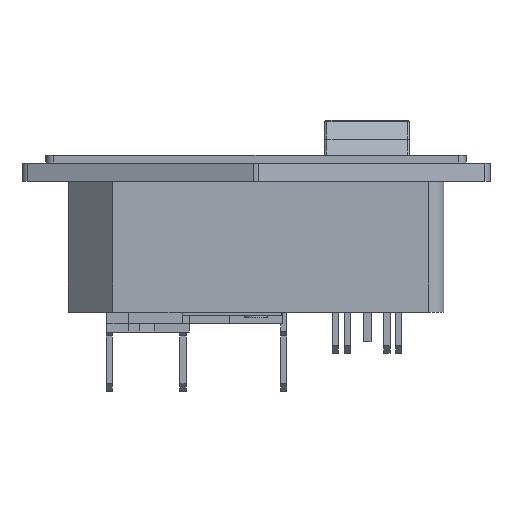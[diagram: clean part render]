
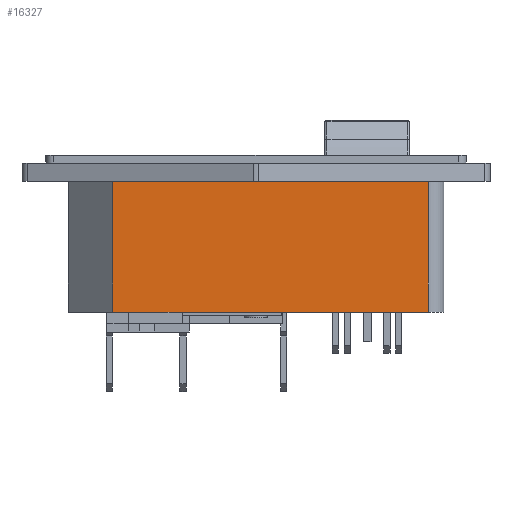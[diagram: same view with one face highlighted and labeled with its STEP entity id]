
A CAD part, front view. The second image highlights one B-rep face of the part: STEP entity #16327.
In plain terms, the highlighted planar face has unit normal (0, -1, 0).
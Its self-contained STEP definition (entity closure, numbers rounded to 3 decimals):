
#14147 = PLANE('',#14148);
#14148 = AXIS2_PLACEMENT_3D('',#14149,#14150,#14151);
#14149 = CARTESIAN_POINT('',(0.,0.,0.));
#14150 = DIRECTION('',(0.,0.,1.));
#14151 = DIRECTION('',(1.,0.,0.));
#15337 = VERTEX_POINT('',#15338);
#15338 = CARTESIAN_POINT('',(21.7,-13.7,0.));
#15353 = CYLINDRICAL_SURFACE('',#15354,2.);
#15354 = AXIS2_PLACEMENT_3D('',#15355,#15356,#15357);
#15355 = CARTESIAN_POINT('',(21.7,-11.7,-16.5));
#15356 = DIRECTION('',(-0.,-0.,-1.));
#15357 = DIRECTION('',(1.,0.,0.));
#15365 = EDGE_CURVE('',#15366,#15337,#15368,.T.);
#15366 = VERTEX_POINT('',#15367);
#15367 = CARTESIAN_POINT('',(-18.043,-13.7,0.));
#15368 = SURFACE_CURVE('',#15369,(#15373,#15380),.PCURVE_S1.);
#15369 = LINE('',#15370,#15371);
#15370 = CARTESIAN_POINT('',(-18.043,-13.7,0.));
#15371 = VECTOR('',#15372,1.);
#15372 = DIRECTION('',(1.,0.,0.));
#15373 = PCURVE('',#14147,#15374);
#15374 = DEFINITIONAL_REPRESENTATION('',(#15375),#15379);
#15375 = LINE('',#15376,#15377);
#15376 = CARTESIAN_POINT('',(-18.043,-13.7));
#15377 = VECTOR('',#15378,1.);
#15378 = DIRECTION('',(1.,0.));
#15379 = ( GEOMETRIC_REPRESENTATION_CONTEXT(2) 
PARAMETRIC_REPRESENTATION_CONTEXT() REPRESENTATION_CONTEXT('2D SPACE',''
  ) );
#15380 = PCURVE('',#15381,#15386);
#15381 = PLANE('',#15382);
#15382 = AXIS2_PLACEMENT_3D('',#15383,#15384,#15385);
#15383 = CARTESIAN_POINT('',(-18.043,-13.7,-16.5));
#15384 = DIRECTION('',(0.,1.,0.));
#15385 = DIRECTION('',(1.,0.,0.));
#15386 = DEFINITIONAL_REPRESENTATION('',(#15387),#15391);
#15387 = LINE('',#15388,#15389);
#15388 = CARTESIAN_POINT('',(0.,-16.5));
#15389 = VECTOR('',#15390,1.);
#15390 = DIRECTION('',(1.,0.));
#15391 = ( GEOMETRIC_REPRESENTATION_CONTEXT(2) 
PARAMETRIC_REPRESENTATION_CONTEXT() REPRESENTATION_CONTEXT('2D SPACE',''
  ) );
#15409 = PLANE('',#15410);
#15410 = AXIS2_PLACEMENT_3D('',#15411,#15412,#15413);
#15411 = CARTESIAN_POINT('',(-23.7,-8.043,-16.5));
#15412 = DIRECTION('',(0.707,0.707,0.));
#15413 = DIRECTION('',(0.707,-0.707,0.));
#16218 = PLANE('',#16219);
#16219 = AXIS2_PLACEMENT_3D('',#16220,#16221,#16222);
#16220 = CARTESIAN_POINT('',(0.901,0.,-16.5));
#16221 = DIRECTION('',(0.,0.,1.));
#16222 = DIRECTION('',(1.,0.,0.));
#16284 = EDGE_CURVE('',#16285,#15366,#16287,.T.);
#16285 = VERTEX_POINT('',#16286);
#16286 = CARTESIAN_POINT('',(-18.043,-13.7,-16.5));
#16287 = SURFACE_CURVE('',#16288,(#16292,#16299),.PCURVE_S1.);
#16288 = LINE('',#16289,#16290);
#16289 = CARTESIAN_POINT('',(-18.043,-13.7,-16.5));
#16290 = VECTOR('',#16291,1.);
#16291 = DIRECTION('',(0.,0.,1.));
#16292 = PCURVE('',#15409,#16293);
#16293 = DEFINITIONAL_REPRESENTATION('',(#16294),#16298);
#16294 = LINE('',#16295,#16296);
#16295 = CARTESIAN_POINT('',(8.,0.));
#16296 = VECTOR('',#16297,1.);
#16297 = DIRECTION('',(0.,-1.));
#16298 = ( GEOMETRIC_REPRESENTATION_CONTEXT(2) 
PARAMETRIC_REPRESENTATION_CONTEXT() REPRESENTATION_CONTEXT('2D SPACE',''
  ) );
#16299 = PCURVE('',#15381,#16300);
#16300 = DEFINITIONAL_REPRESENTATION('',(#16301),#16305);
#16301 = LINE('',#16302,#16303);
#16302 = CARTESIAN_POINT('',(0.,0.));
#16303 = VECTOR('',#16304,1.);
#16304 = DIRECTION('',(0.,-1.));
#16305 = ( GEOMETRIC_REPRESENTATION_CONTEXT(2) 
PARAMETRIC_REPRESENTATION_CONTEXT() REPRESENTATION_CONTEXT('2D SPACE',''
  ) );
#16327 = ADVANCED_FACE('',(#16328),#15381,.F.);
#16328 = FACE_BOUND('',#16329,.F.);
#16329 = EDGE_LOOP('',(#16330,#16331,#16332,#16355,#16383,#16411));
#16330 = ORIENTED_EDGE('',*,*,#16284,.T.);
#16331 = ORIENTED_EDGE('',*,*,#15365,.T.);
#16332 = ORIENTED_EDGE('',*,*,#16333,.F.);
#16333 = EDGE_CURVE('',#16334,#15337,#16336,.T.);
#16334 = VERTEX_POINT('',#16335);
#16335 = CARTESIAN_POINT('',(21.7,-13.7,-16.5));
#16336 = SURFACE_CURVE('',#16337,(#16341,#16348),.PCURVE_S1.);
#16337 = LINE('',#16338,#16339);
#16338 = CARTESIAN_POINT('',(21.7,-13.7,-16.5));
#16339 = VECTOR('',#16340,1.);
#16340 = DIRECTION('',(0.,0.,1.));
#16341 = PCURVE('',#15381,#16342);
#16342 = DEFINITIONAL_REPRESENTATION('',(#16343),#16347);
#16343 = LINE('',#16344,#16345);
#16344 = CARTESIAN_POINT('',(39.743,0.));
#16345 = VECTOR('',#16346,1.);
#16346 = DIRECTION('',(0.,-1.));
#16347 = ( GEOMETRIC_REPRESENTATION_CONTEXT(2) 
PARAMETRIC_REPRESENTATION_CONTEXT() REPRESENTATION_CONTEXT('2D SPACE',''
  ) );
#16348 = PCURVE('',#15353,#16349);
#16349 = DEFINITIONAL_REPRESENTATION('',(#16350),#16354);
#16350 = LINE('',#16351,#16352);
#16351 = CARTESIAN_POINT('',(-4.712,0.));
#16352 = VECTOR('',#16353,1.);
#16353 = DIRECTION('',(-0.,-1.));
#16354 = ( GEOMETRIC_REPRESENTATION_CONTEXT(2) 
PARAMETRIC_REPRESENTATION_CONTEXT() REPRESENTATION_CONTEXT('2D SPACE',''
  ) );
#16355 = ORIENTED_EDGE('',*,*,#16356,.F.);
#16356 = EDGE_CURVE('',#16357,#16334,#16359,.T.);
#16357 = VERTEX_POINT('',#16358);
#16358 = CARTESIAN_POINT('',(-9.3,-13.7,-16.5));
#16359 = SURFACE_CURVE('',#16360,(#16364,#16371),.PCURVE_S1.);
#16360 = LINE('',#16361,#16362);
#16361 = CARTESIAN_POINT('',(-18.043,-13.7,-16.5));
#16362 = VECTOR('',#16363,1.);
#16363 = DIRECTION('',(1.,0.,0.));
#16364 = PCURVE('',#15381,#16365);
#16365 = DEFINITIONAL_REPRESENTATION('',(#16366),#16370);
#16366 = LINE('',#16367,#16368);
#16367 = CARTESIAN_POINT('',(0.,0.));
#16368 = VECTOR('',#16369,1.);
#16369 = DIRECTION('',(1.,0.));
#16370 = ( GEOMETRIC_REPRESENTATION_CONTEXT(2) 
PARAMETRIC_REPRESENTATION_CONTEXT() REPRESENTATION_CONTEXT('2D SPACE',''
  ) );
#16371 = PCURVE('',#16372,#16377);
#16372 = PLANE('',#16373);
#16373 = AXIS2_PLACEMENT_3D('',#16374,#16375,#16376);
#16374 = CARTESIAN_POINT('',(0.901,0.,-16.5));
#16375 = DIRECTION('',(0.,0.,1.));
#16376 = DIRECTION('',(1.,0.,0.));
#16377 = DEFINITIONAL_REPRESENTATION('',(#16378),#16382);
#16378 = LINE('',#16379,#16380);
#16379 = CARTESIAN_POINT('',(-18.944,-13.7));
#16380 = VECTOR('',#16381,1.);
#16381 = DIRECTION('',(1.,0.));
#16382 = ( GEOMETRIC_REPRESENTATION_CONTEXT(2) 
PARAMETRIC_REPRESENTATION_CONTEXT() REPRESENTATION_CONTEXT('2D SPACE',''
  ) );
#16383 = ORIENTED_EDGE('',*,*,#16384,.F.);
#16384 = EDGE_CURVE('',#16385,#16357,#16387,.T.);
#16385 = VERTEX_POINT('',#16386);
#16386 = CARTESIAN_POINT('',(-16.1,-13.7,-16.5));
#16387 = SURFACE_CURVE('',#16388,(#16392,#16399),.PCURVE_S1.);
#16388 = LINE('',#16389,#16390);
#16389 = CARTESIAN_POINT('',(-16.1,-13.7,-16.5));
#16390 = VECTOR('',#16391,1.);
#16391 = DIRECTION('',(1.,0.,0.));
#16392 = PCURVE('',#15381,#16393);
#16393 = DEFINITIONAL_REPRESENTATION('',(#16394),#16398);
#16394 = LINE('',#16395,#16396);
#16395 = CARTESIAN_POINT('',(1.943,0.));
#16396 = VECTOR('',#16397,1.);
#16397 = DIRECTION('',(1.,0.));
#16398 = ( GEOMETRIC_REPRESENTATION_CONTEXT(2) 
PARAMETRIC_REPRESENTATION_CONTEXT() REPRESENTATION_CONTEXT('2D SPACE',''
  ) );
#16399 = PCURVE('',#16400,#16405);
#16400 = PLANE('',#16401);
#16401 = AXIS2_PLACEMENT_3D('',#16402,#16403,#16404);
#16402 = CARTESIAN_POINT('',(-16.1,-13.7,-16.5));
#16403 = DIRECTION('',(0.,-1.,0.));
#16404 = DIRECTION('',(1.,0.,0.));
#16405 = DEFINITIONAL_REPRESENTATION('',(#16406),#16410);
#16406 = LINE('',#16407,#16408);
#16407 = CARTESIAN_POINT('',(0.,0.));
#16408 = VECTOR('',#16409,1.);
#16409 = DIRECTION('',(1.,0.));
#16410 = ( GEOMETRIC_REPRESENTATION_CONTEXT(2) 
PARAMETRIC_REPRESENTATION_CONTEXT() REPRESENTATION_CONTEXT('2D SPACE',''
  ) );
#16411 = ORIENTED_EDGE('',*,*,#16412,.F.);
#16412 = EDGE_CURVE('',#16285,#16385,#16413,.T.);
#16413 = SURFACE_CURVE('',#16414,(#16418,#16425),.PCURVE_S1.);
#16414 = LINE('',#16415,#16416);
#16415 = CARTESIAN_POINT('',(-18.043,-13.7,-16.5));
#16416 = VECTOR('',#16417,1.);
#16417 = DIRECTION('',(1.,0.,0.));
#16418 = PCURVE('',#15381,#16419);
#16419 = DEFINITIONAL_REPRESENTATION('',(#16420),#16424);
#16420 = LINE('',#16421,#16422);
#16421 = CARTESIAN_POINT('',(0.,0.));
#16422 = VECTOR('',#16423,1.);
#16423 = DIRECTION('',(1.,0.));
#16424 = ( GEOMETRIC_REPRESENTATION_CONTEXT(2) 
PARAMETRIC_REPRESENTATION_CONTEXT() REPRESENTATION_CONTEXT('2D SPACE',''
  ) );
#16425 = PCURVE('',#16218,#16426);
#16426 = DEFINITIONAL_REPRESENTATION('',(#16427),#16431);
#16427 = LINE('',#16428,#16429);
#16428 = CARTESIAN_POINT('',(-18.944,-13.7));
#16429 = VECTOR('',#16430,1.);
#16430 = DIRECTION('',(1.,0.));
#16431 = ( GEOMETRIC_REPRESENTATION_CONTEXT(2) 
PARAMETRIC_REPRESENTATION_CONTEXT() REPRESENTATION_CONTEXT('2D SPACE',''
  ) );
